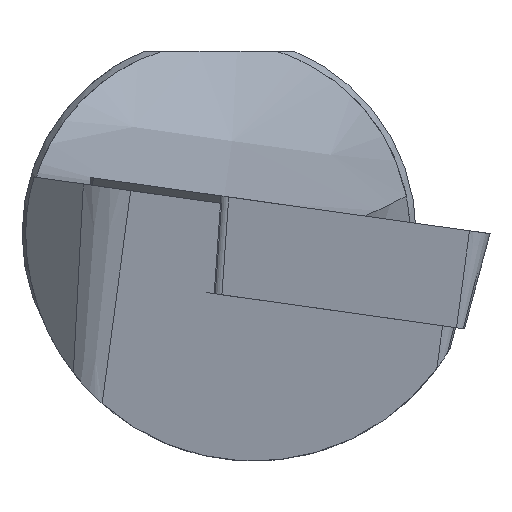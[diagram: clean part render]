
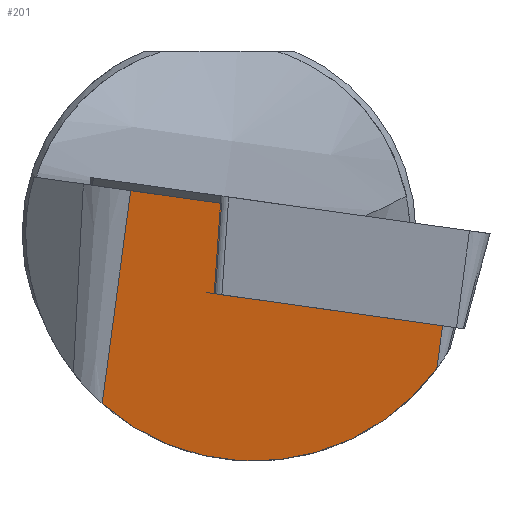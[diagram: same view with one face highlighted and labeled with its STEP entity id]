
A CAD part, left-side view. The second image highlights one B-rep face of the part: STEP entity #201.
In plain terms, the highlighted planar face has unit normal (-0.991, 0.068, -0.114).
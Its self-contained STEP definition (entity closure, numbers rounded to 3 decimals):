
#160=ELLIPSE('',#763,9.332,9.25);
#201=ADVANCED_FACE('',(#255),#233,.T.);
#233=PLANE('',#764);
#255=FACE_OUTER_BOUND('',#290,.T.);
#290=EDGE_LOOP('',(#369,#370,#371,#372,#373,#374));
#369=ORIENTED_EDGE('',*,*,#590,.F.);
#370=ORIENTED_EDGE('',*,*,#591,.T.);
#371=ORIENTED_EDGE('',*,*,#592,.T.);
#372=ORIENTED_EDGE('',*,*,#593,.T.);
#373=ORIENTED_EDGE('',*,*,#594,.F.);
#374=ORIENTED_EDGE('',*,*,#595,.F.);
#521=VERTEX_POINT('',#1037);
#522=VERTEX_POINT('',#1038);
#523=VERTEX_POINT('',#1040);
#524=VERTEX_POINT('',#1042);
#525=VERTEX_POINT('',#1044);
#526=VERTEX_POINT('',#1046);
#590=EDGE_CURVE('',#521,#522,#672,.T.);
#591=EDGE_CURVE('',#521,#523,#673,.T.);
#592=EDGE_CURVE('',#523,#524,#674,.T.);
#593=EDGE_CURVE('',#524,#525,#160,.T.);
#594=EDGE_CURVE('',#526,#525,#675,.T.);
#595=EDGE_CURVE('',#522,#526,#676,.T.);
#672=LINE('',#1036,#716);
#673=LINE('',#1039,#717);
#674=LINE('',#1041,#718);
#675=LINE('',#1045,#719);
#676=LINE('',#1047,#720);
#716=VECTOR('',#867,1.);
#717=VECTOR('',#868,1.);
#718=VECTOR('',#869,1.);
#719=VECTOR('',#872,1.);
#720=VECTOR('',#873,1.);
#763=AXIS2_PLACEMENT_3D('',#1043,#870,#871);
#764=AXIS2_PLACEMENT_3D('',#1048,#874,#875);
#867=DIRECTION('',(0.118,0.069,-0.991));
#868=DIRECTION('',(0.052,0.989,0.139));
#869=DIRECTION('',(0.122,0.132,-0.984));
#870=DIRECTION('',(-0.991,0.068,-0.114));
#871=DIRECTION('',(0.132,0.509,-0.851));
#872=DIRECTION('',(0.122,0.132,-0.984));
#873=DIRECTION('',(-0.052,-0.989,-0.139));
#874=DIRECTION('',(-0.991,0.068,-0.114));
#875=DIRECTION('',(-0.114,0.,0.994));
#1036=CARTESIAN_POINT('',(0.698,-0.082,0.912));
#1037=CARTESIAN_POINT('',(0.662,-0.103,1.213));
#1038=CARTESIAN_POINT('',(1.1,0.153,-2.457));
#1039=CARTESIAN_POINT('',(0.663,-0.075,1.217));
#1040=CARTESIAN_POINT('',(0.855,3.587,1.732));
#1041=CARTESIAN_POINT('',(0.819,3.547,2.029));
#1042=CARTESIAN_POINT('',(1.925,4.746,-6.913));
#1043=CARTESIAN_POINT('',(0.712,-1.4,0.));
#1044=CARTESIAN_POINT('',(0.831,-8.842,-5.494));
#1045=CARTESIAN_POINT('',(0.129,-9.602,0.181));
#1046=CARTESIAN_POINT('',(0.616,-9.075,-3.754));
#1047=CARTESIAN_POINT('',(0.616,-9.075,-3.754));
#1048=CARTESIAN_POINT('',(0.129,-9.602,0.181));
